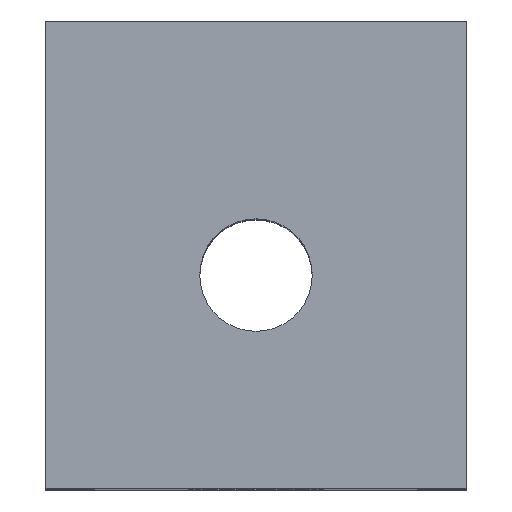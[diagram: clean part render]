
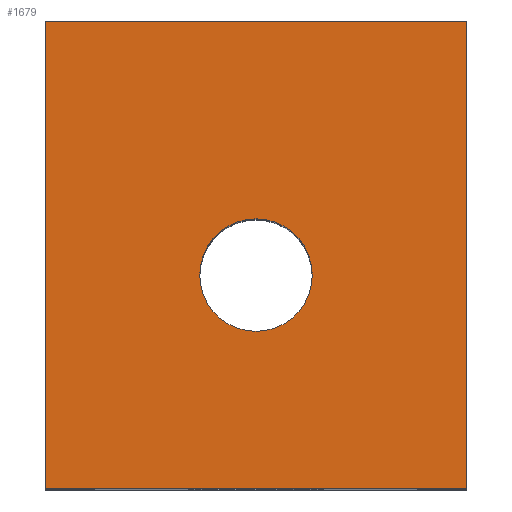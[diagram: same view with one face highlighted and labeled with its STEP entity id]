
A CAD part, top view. The second image highlights one B-rep face of the part: STEP entity #1679.
In plain terms, the highlighted planar face has unit normal (0, 0, 1).
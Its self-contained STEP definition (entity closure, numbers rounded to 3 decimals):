
#1648=AXIS2_PLACEMENT_3D('Plane Axis2P3D',#1645,#1646,#1647) ;
#1663=AXIS2_PLACEMENT_3D('Circle Axis2P3D',#1661,#1662,$) ;
#1672=AXIS2_PLACEMENT_3D('Circle Axis2P3D',#1670,#1671,$) ;
#817=CARTESIAN_POINT('Vertex',(0.,0.,12.)) ;
#820=CARTESIAN_POINT('Line Origine',(0.,4.15,12.)) ;
#824=CARTESIAN_POINT('Vertex',(0.,8.3,12.)) ;
#1042=CARTESIAN_POINT('Vertex',(7.5,0.,12.)) ;
#1045=CARTESIAN_POINT('Line Origine',(3.75,0.,12.)) ;
#1627=CARTESIAN_POINT('Vertex',(7.5,8.3,12.)) ;
#1630=CARTESIAN_POINT('Line Origine',(7.5,4.15,12.)) ;
#1645=CARTESIAN_POINT('Axis2P3D Location',(0.,8.3,12.)) ;
#1650=CARTESIAN_POINT('Line Origine',(3.75,8.3,12.)) ;
#1661=CARTESIAN_POINT('Axis2P3D Location',(3.75,3.8,12.)) ;
#1665=CARTESIAN_POINT('Vertex',(4.75,3.8,12.)) ;
#1667=CARTESIAN_POINT('Vertex',(2.75,3.8,12.)) ;
#1670=CARTESIAN_POINT('Axis2P3D Location',(3.75,3.8,12.)) ;
#821=DIRECTION('Vector Direction',(0.,-1.,0.)) ;
#1046=DIRECTION('Vector Direction',(1.,0.,0.)) ;
#1631=DIRECTION('Vector Direction',(0.,-1.,0.)) ;
#1646=DIRECTION('Axis2P3D Direction',(-0.,0.,1.)) ;
#1647=DIRECTION('Axis2P3D XDirection',(0.,-1.,0.)) ;
#1651=DIRECTION('Vector Direction',(1.,0.,0.)) ;
#1662=DIRECTION('Axis2P3D Direction',(-0.,0.,1.)) ;
#1671=DIRECTION('Axis2P3D Direction',(-0.,0.,1.)) ;
#822=VECTOR('Line Direction',#821,1.) ;
#1047=VECTOR('Line Direction',#1046,1.) ;
#1632=VECTOR('Line Direction',#1631,1.) ;
#1652=VECTOR('Line Direction',#1651,1.) ;
#1656=ORIENTED_EDGE('',*,*,#1634,.T.) ;
#1657=ORIENTED_EDGE('',*,*,#1654,.F.) ;
#1658=ORIENTED_EDGE('',*,*,#826,.F.) ;
#1659=ORIENTED_EDGE('',*,*,#1049,.T.) ;
#1676=ORIENTED_EDGE('',*,*,#1669,.F.) ;
#1677=ORIENTED_EDGE('',*,*,#1674,.F.) ;
#1678=FACE_BOUND('',#1675,.T.) ;
#1679=ADVANCED_FACE('1723520000',(#1660,#1678),#1649,.T.) ;
#1664=CIRCLE('generated circle',#1663,1.) ;
#1673=CIRCLE('generated circle',#1672,1.) ;
#826=EDGE_CURVE('',#818,#825,#823,.F.) ;
#1049=EDGE_CURVE('',#818,#1043,#1048,.T.) ;
#1634=EDGE_CURVE('',#1043,#1628,#1633,.F.) ;
#1654=EDGE_CURVE('',#825,#1628,#1653,.T.) ;
#1669=EDGE_CURVE('',#1666,#1668,#1664,.T.) ;
#1674=EDGE_CURVE('',#1668,#1666,#1673,.T.) ;
#1655=EDGE_LOOP('',(#1656,#1657,#1658,#1659)) ;
#1675=EDGE_LOOP('',(#1676,#1677)) ;
#1660=FACE_OUTER_BOUND('',#1655,.T.) ;
#823=LINE('Line',#820,#822) ;
#1048=LINE('Line',#1045,#1047) ;
#1633=LINE('Line',#1630,#1632) ;
#1653=LINE('Line',#1650,#1652) ;
#1649=PLANE('',#1648) ;
#818=VERTEX_POINT('',#817) ;
#825=VERTEX_POINT('',#824) ;
#1043=VERTEX_POINT('',#1042) ;
#1628=VERTEX_POINT('',#1627) ;
#1666=VERTEX_POINT('',#1665) ;
#1668=VERTEX_POINT('',#1667) ;
